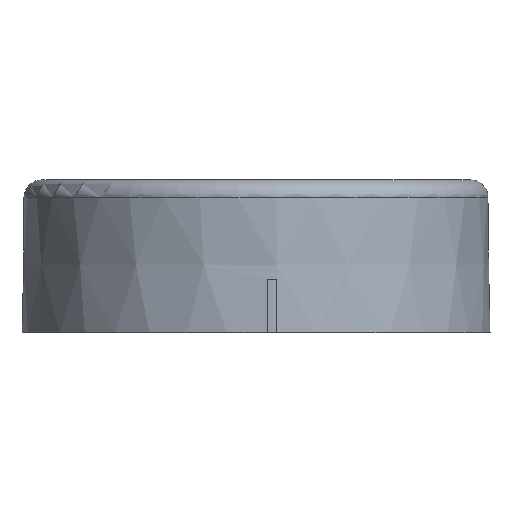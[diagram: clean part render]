
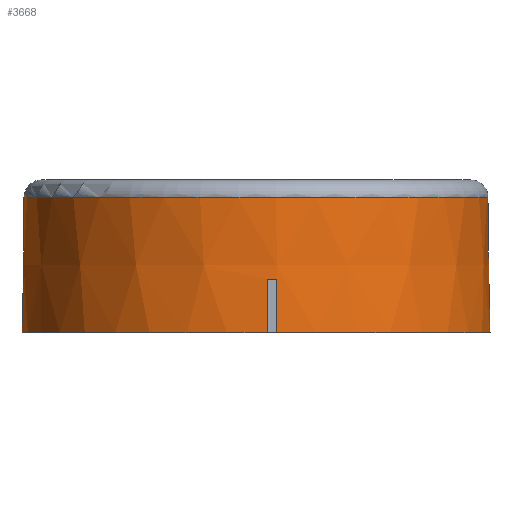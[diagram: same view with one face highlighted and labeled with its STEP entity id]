
A CAD part, front view. The second image highlights one B-rep face of the part: STEP entity #3668.
In plain terms, the highlighted conical face has half-angle 1 degrees and reference radius 26.45 mm.
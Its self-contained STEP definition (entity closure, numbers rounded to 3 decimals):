
#26=(
BOUNDED_CURVE()
B_SPLINE_CURVE(2,(#6322,#6323,#6324),.UNSPECIFIED.,.F.,.F.)
B_SPLINE_CURVE_WITH_KNOTS((3,3),(-1.629,-1.031),
 .UNSPECIFIED.)
CURVE()
GEOMETRIC_REPRESENTATION_ITEM()
RATIONAL_B_SPLINE_CURVE((1.,1.,1.))
REPRESENTATION_ITEM('')
);
#27=(
BOUNDED_CURVE()
B_SPLINE_CURVE(2,(#6330,#6331,#6332),.UNSPECIFIED.,.F.,.F.)
B_SPLINE_CURVE_WITH_KNOTS((3,3),(1.031,1.629),
 .UNSPECIFIED.)
CURVE()
GEOMETRIC_REPRESENTATION_ITEM()
RATIONAL_B_SPLINE_CURVE((1.,1.,1.))
REPRESENTATION_ITEM('')
);
#29=CONICAL_SURFACE('',#3802,26.45,0.017);
#43=CIRCLE('',#3803,26.45);
#44=CIRCLE('',#3804,26.345);
#45=CIRCLE('',#3805,26.183);
#83=FACE_BOUND('',#569,.T.);
#355=FACE_OUTER_BOUND('',#568,.T.);
#568=EDGE_LOOP('',(#3085,#3086,#3087,#3088));
#569=EDGE_LOOP('',(#3089));
#1697=VERTEX_POINT('',#6319);
#1698=VERTEX_POINT('',#6321);
#1699=VERTEX_POINT('',#6327);
#1700=VERTEX_POINT('',#6329);
#1701=VERTEX_POINT('',#6334);
#2172=EDGE_CURVE('',#1697,#1698,#26,.T.);
#2174=EDGE_CURVE('',#1699,#1697,#43,.T.);
#2175=EDGE_CURVE('',#1700,#1699,#27,.T.);
#2176=EDGE_CURVE('',#1700,#1698,#44,.F.);
#2177=EDGE_CURVE('',#1701,#1701,#45,.T.);
#3085=ORIENTED_EDGE('',*,*,#2172,.F.);
#3086=ORIENTED_EDGE('',*,*,#2174,.F.);
#3087=ORIENTED_EDGE('',*,*,#2175,.F.);
#3088=ORIENTED_EDGE('',*,*,#2176,.T.);
#3089=ORIENTED_EDGE('',*,*,#2177,.T.);
#3668=ADVANCED_FACE('',(#355,#83),#29,.T.);
#3802=AXIS2_PLACEMENT_3D('',#6326,#4335,#4336);
#3803=AXIS2_PLACEMENT_3D('',#6328,#4337,#4338);
#3804=AXIS2_PLACEMENT_3D('',#6333,#4339,#4340);
#3805=AXIS2_PLACEMENT_3D('',#6335,#4341,#4342);
#4335=DIRECTION('center_axis',(0.,0.,-1.));
#4336=DIRECTION('ref_axis',(1.,0.,0.));
#4337=DIRECTION('center_axis',(0.,0.,-1.));
#4338=DIRECTION('ref_axis',(1.,0.,0.));
#4339=DIRECTION('center_axis',(0.,0.,-1.));
#4340=DIRECTION('ref_axis',(-1.,0.,0.));
#4341=DIRECTION('center_axis',(0.,0.,-1.));
#4342=DIRECTION('ref_axis',(-1.,0.,0.));
#6319=CARTESIAN_POINT('',(2.311,-26.349,0.));
#6321=CARTESIAN_POINT('',(2.277,-26.247,6.));
#6322=CARTESIAN_POINT('Ctrl Pts',(2.311,-26.349,0.));
#6323=CARTESIAN_POINT('Ctrl Pts',(2.294,-26.298,3.006));
#6324=CARTESIAN_POINT('Ctrl Pts',(2.277,-26.247,6.));
#6326=CARTESIAN_POINT('Origin',(0.,0.,0.));
#6327=CARTESIAN_POINT('',(1.261,-26.42,0.));
#6328=CARTESIAN_POINT('Origin',(0.,0.,0.));
#6329=CARTESIAN_POINT('',(1.28,-26.314,6.));
#6330=CARTESIAN_POINT('Ctrl Pts',(1.28,-26.314,6.));
#6331=CARTESIAN_POINT('Ctrl Pts',(1.271,-26.367,3.006));
#6332=CARTESIAN_POINT('Ctrl Pts',(1.261,-26.42,0.));
#6333=CARTESIAN_POINT('Origin',(0.,0.,6.));
#6334=CARTESIAN_POINT('',(-26.183,0.,15.285));
#6335=CARTESIAN_POINT('Origin',(0.,0.,15.285));
